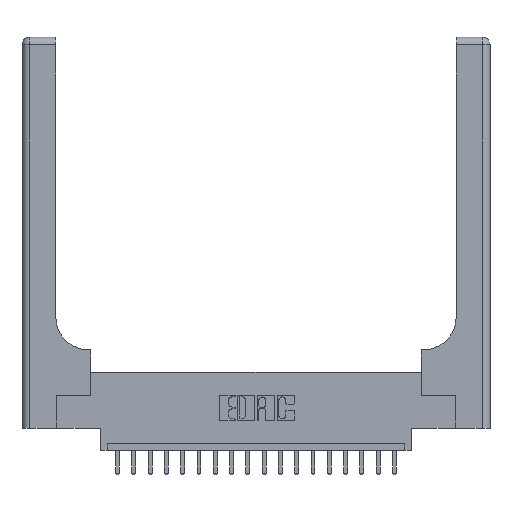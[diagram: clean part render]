
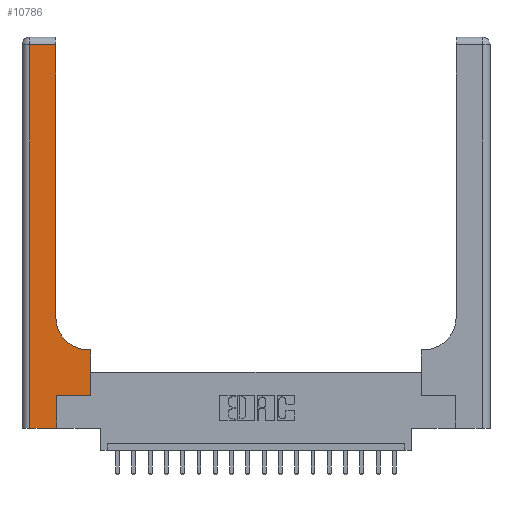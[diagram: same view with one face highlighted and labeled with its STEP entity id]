
A CAD part, top view. The second image highlights one B-rep face of the part: STEP entity #10786.
In plain terms, the highlighted planar face has unit normal (0, 0, 1).
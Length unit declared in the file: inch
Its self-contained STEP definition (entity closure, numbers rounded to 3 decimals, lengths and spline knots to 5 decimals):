
#383 = PLANE ( 'NONE',  #7099 ) ;
#462 = VECTOR ( 'NONE', #19325, 39.37008 ) ;
#929 = CARTESIAN_POINT ( 'NONE',  ( 0.528, 0.25, 0.37 ) ) ;
#1429 = VECTOR ( 'NONE', #10078, 39.37008 ) ;
#1503 = CARTESIAN_POINT ( 'NONE',  ( 0.06, 3., 0.37 ) ) ;
#1529 = EDGE_CURVE ( 'NONE', #3080, #8337, #3025, .T. ) ;
#1949 = DIRECTION ( 'NONE',  ( 0., 0., -1. ) ) ;
#2035 = DIRECTION ( 'NONE',  ( 1., 0., 0. ) ) ;
#2166 = EDGE_CURVE ( 'NONE', #8337, #12435, #8211, .T. ) ;
#2879 = LINE ( 'NONE', #929, #462 ) ;
#3025 = LINE ( 'NONE', #19638, #10128 ) ;
#3080 = VERTEX_POINT ( 'NONE', #14842 ) ;
#3656 = ORIENTED_EDGE ( 'NONE', *, *, #3991, .T. ) ;
#3910 = VERTEX_POINT ( 'NONE', #4686 ) ;
#3991 = EDGE_CURVE ( 'NONE', #4611, #13801, #10569, .T. ) ;
#4402 = CARTESIAN_POINT ( 'NONE',  ( 0.528, 0.25, 0.37 ) ) ;
#4611 = VERTEX_POINT ( 'NONE', #9826 ) ;
#4686 = CARTESIAN_POINT ( 'NONE',  ( 0.26, 2.94, 0.37 ) ) ;
#4827 = CARTESIAN_POINT ( 'NONE',  ( 0.528, 0.6, 0.37 ) ) ;
#5737 = VERTEX_POINT ( 'NONE', #15189 ) ;
#5858 = ORIENTED_EDGE ( 'NONE', *, *, #13074, .T. ) ;
#6080 = LINE ( 'NONE', #16917, #10866 ) ;
#6262 = VECTOR ( 'NONE', #13388, 39.37008 ) ;
#6577 = CARTESIAN_POINT ( 'NONE',  ( 0.51, 0.85, 0.37 ) ) ;
#6722 = LINE ( 'NONE', #14966, #6262 ) ;
#6755 = ORIENTED_EDGE ( 'NONE', *, *, #14715, .T. ) ;
#7069 = CARTESIAN_POINT ( 'NONE',  ( 0.26, 3., 0.37 ) ) ;
#7099 = AXIS2_PLACEMENT_3D ( 'NONE', #9511, #1949, #8033 ) ;
#7367 = CARTESIAN_POINT ( 'NONE',  ( 0.265, 0.25, 0.37 ) ) ;
#7612 = VERTEX_POINT ( 'NONE', #11561 ) ;
#7728 = VECTOR ( 'NONE', #8837, 39.37008 ) ;
#8033 = DIRECTION ( 'NONE',  ( -1., 0., 0. ) ) ;
#8211 = LINE ( 'NONE', #7367, #7728 ) ;
#8337 = VERTEX_POINT ( 'NONE', #9731 ) ;
#8837 = DIRECTION ( 'NONE',  ( 1., 0., 0. ) ) ;
#8850 = EDGE_CURVE ( 'NONE', #3910, #7612, #6722, .T. ) ;
#9511 = CARTESIAN_POINT ( 'NONE',  ( 0., 3., 0.37 ) ) ;
#9731 = CARTESIAN_POINT ( 'NONE',  ( 0.265, 0.25, 0.37 ) ) ;
#9826 = CARTESIAN_POINT ( 'NONE',  ( 0.51, 0.6, 0.37 ) ) ;
#10078 = DIRECTION ( 'NONE',  ( 0., 1., 0. ) ) ;
#10128 = VECTOR ( 'NONE', #13752, 39.37008 ) ;
#10392 = DIRECTION ( 'NONE',  ( 0., -1., 0. ) ) ;
#10569 = CIRCLE ( 'NONE', #15748, 0.25 ) ;
#10658 = DIRECTION ( 'NONE',  ( 1., 0., 0. ) ) ;
#10786 = ADVANCED_FACE ( 'NONE', ( #12064 ), #383, .F. ) ;
#10866 = VECTOR ( 'NONE', #10658, 39.37008 ) ;
#10870 = ORIENTED_EDGE ( 'NONE', *, *, #19130, .T. ) ;
#10981 = LINE ( 'NONE', #1503, #15573 ) ;
#11204 = DIRECTION ( 'NONE',  ( 0., 0., -1. ) ) ;
#11561 = CARTESIAN_POINT ( 'NONE',  ( 0.06, 2.94, 0.37 ) ) ;
#12064 = FACE_OUTER_BOUND ( 'NONE', #12141, .T. ) ;
#12141 = EDGE_LOOP ( 'NONE', ( #19769, #16401, #5858, #10870, #12936, #15342, #14636, #6755, #3656 ) ) ;
#12435 = VERTEX_POINT ( 'NONE', #4402 ) ;
#12816 = CARTESIAN_POINT ( 'NONE',  ( 0.26, 0.85, 0.37 ) ) ;
#12936 = ORIENTED_EDGE ( 'NONE', *, *, #1529, .T. ) ;
#13074 = EDGE_CURVE ( 'NONE', #7612, #5737, #10981, .T. ) ;
#13344 = EDGE_CURVE ( 'NONE', #12435, #15270, #2879, .T. ) ;
#13388 = DIRECTION ( 'NONE',  ( -1., 0., 0. ) ) ;
#13752 = DIRECTION ( 'NONE',  ( 0., 1., 0. ) ) ;
#13801 = VERTEX_POINT ( 'NONE', #12816 ) ;
#13871 = EDGE_CURVE ( 'NONE', #13801, #3910, #15537, .T. ) ;
#14143 = CARTESIAN_POINT ( 'NONE',  ( 0.26, 0.6, 0.37 ) ) ;
#14636 = ORIENTED_EDGE ( 'NONE', *, *, #13344, .T. ) ;
#14715 = EDGE_CURVE ( 'NONE', #15270, #4611, #19842, .T. ) ;
#14842 = CARTESIAN_POINT ( 'NONE',  ( 0.265, 0., 0.37 ) ) ;
#14966 = CARTESIAN_POINT ( 'NONE',  ( 0., 2.94, 0.37 ) ) ;
#15189 = CARTESIAN_POINT ( 'NONE',  ( 0.06, 0., 0.37 ) ) ;
#15270 = VERTEX_POINT ( 'NONE', #4827 ) ;
#15342 = ORIENTED_EDGE ( 'NONE', *, *, #2166, .T. ) ;
#15503 = DIRECTION ( 'NONE',  ( -1., 0., 0. ) ) ;
#15537 = LINE ( 'NONE', #7069, #1429 ) ;
#15573 = VECTOR ( 'NONE', #10392, 39.37008 ) ;
#15748 = AXIS2_PLACEMENT_3D ( 'NONE', #6577, #11204, #2035 ) ;
#16401 = ORIENTED_EDGE ( 'NONE', *, *, #8850, .T. ) ;
#16917 = CARTESIAN_POINT ( 'NONE',  ( 0., 0., 0.37 ) ) ;
#19130 = EDGE_CURVE ( 'NONE', #5737, #3080, #6080, .T. ) ;
#19325 = DIRECTION ( 'NONE',  ( 0., 1., 0. ) ) ;
#19592 = VECTOR ( 'NONE', #15503, 39.37008 ) ;
#19638 = CARTESIAN_POINT ( 'NONE',  ( 0.265, 0., 0.37 ) ) ;
#19769 = ORIENTED_EDGE ( 'NONE', *, *, #13871, .T. ) ;
#19842 = LINE ( 'NONE', #14143, #19592 ) ;
